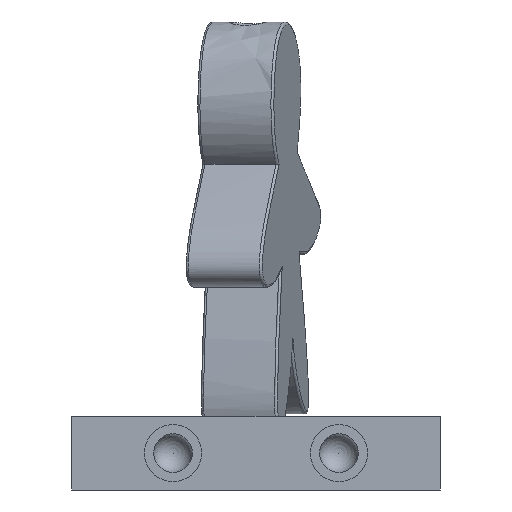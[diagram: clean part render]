
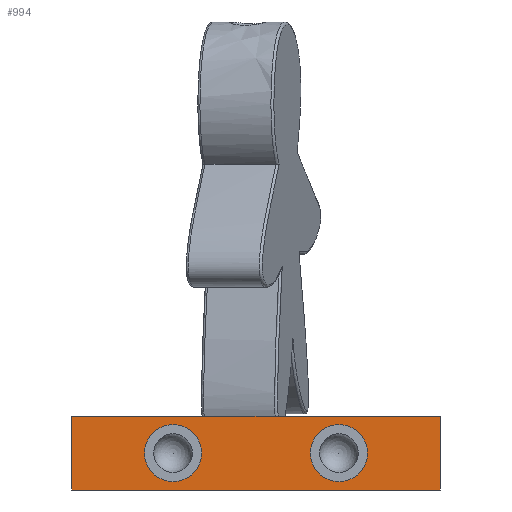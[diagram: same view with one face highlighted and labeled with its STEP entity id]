
A CAD part, left-side view. The second image highlights one B-rep face of the part: STEP entity #994.
In plain terms, the highlighted planar face has unit normal (-1, 0, 0).
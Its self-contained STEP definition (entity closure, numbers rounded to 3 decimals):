
#60=CIRCLE('',#1041,7.75);
#65=CIRCLE('',#1050,7.75);
#108=FACE_BOUND('',#282,.T.);
#109=FACE_BOUND('',#283,.T.);
#207=FACE_OUTER_BOUND('',#281,.T.);
#281=EDGE_LOOP('',(#785,#786,#787,#788));
#282=EDGE_LOOP('',(#789));
#283=EDGE_LOOP('',(#790));
#320=LINE('',#1356,#368);
#353=LINE('',#1613,#401);
#354=LINE('',#1615,#402);
#355=LINE('',#1616,#403);
#368=VECTOR('',#1129,10.);
#401=VECTOR('',#1316,10.);
#402=VECTOR('',#1317,10.);
#403=VECTOR('',#1318,10.);
#415=VERTEX_POINT('',#1352);
#417=VERTEX_POINT('',#1355);
#429=VERTEX_POINT('',#1465);
#434=VERTEX_POINT('',#1481);
#475=VERTEX_POINT('',#1612);
#476=VERTEX_POINT('',#1614);
#513=EDGE_CURVE('',#417,#415,#320,.T.);
#526=EDGE_CURVE('',#429,#429,#60,.T.);
#533=EDGE_CURVE('',#434,#434,#65,.T.);
#592=EDGE_CURVE('',#415,#475,#353,.T.);
#593=EDGE_CURVE('',#476,#475,#354,.T.);
#594=EDGE_CURVE('',#417,#476,#355,.T.);
#785=ORIENTED_EDGE('',*,*,#513,.T.);
#786=ORIENTED_EDGE('',*,*,#592,.T.);
#787=ORIENTED_EDGE('',*,*,#593,.F.);
#788=ORIENTED_EDGE('',*,*,#594,.F.);
#789=ORIENTED_EDGE('',*,*,#526,.T.);
#790=ORIENTED_EDGE('',*,*,#533,.T.);
#948=PLANE('',#1113);
#994=ADVANCED_FACE('',(#207,#108,#109),#948,.T.);
#1041=AXIS2_PLACEMENT_3D('',#1466,#1142,#1143);
#1050=AXIS2_PLACEMENT_3D('',#1482,#1162,#1163);
#1113=AXIS2_PLACEMENT_3D('',#1611,#1314,#1315);
#1129=DIRECTION('',(0.,1.,0.));
#1142=DIRECTION('center_axis',(1.,0.,0.));
#1143=DIRECTION('ref_axis',(0.,0.,
1.));
#1162=DIRECTION('center_axis',(1.,0.,0.));
#1163=DIRECTION('ref_axis',(0.,0.,
1.));
#1314=DIRECTION('center_axis',(-1.,0.,0.));
#1315=DIRECTION('ref_axis',(0.,1.,0.));
#1316=DIRECTION('',(0.,0.,-1.));
#1317=DIRECTION('',(0.,1.,0.));
#1318=DIRECTION('',(0.,0.,-1.));
#1352=CARTESIAN_POINT('',(0.,70.,53.));
#1355=CARTESIAN_POINT('',(0.,-30.,53.));
#1356=CARTESIAN_POINT('',(0.,-30.,53.));
#1465=CARTESIAN_POINT('',(0.,-2.5,35.25));
#1466=CARTESIAN_POINT('Origin',(0.,-2.5,
43.));
#1481=CARTESIAN_POINT('',(0.,42.5,35.25));
#1482=CARTESIAN_POINT('Origin',(0.,42.5,43.));
#1611=CARTESIAN_POINT('Origin',(0.,-30.,53.));
#1612=CARTESIAN_POINT('',(0.,70.,33.));
#1613=CARTESIAN_POINT('',(0.,70.,53.));
#1614=CARTESIAN_POINT('',(0.,-30.,33.));
#1615=CARTESIAN_POINT('',(0.,-30.,33.));
#1616=CARTESIAN_POINT('',(0.,-30.,53.));
